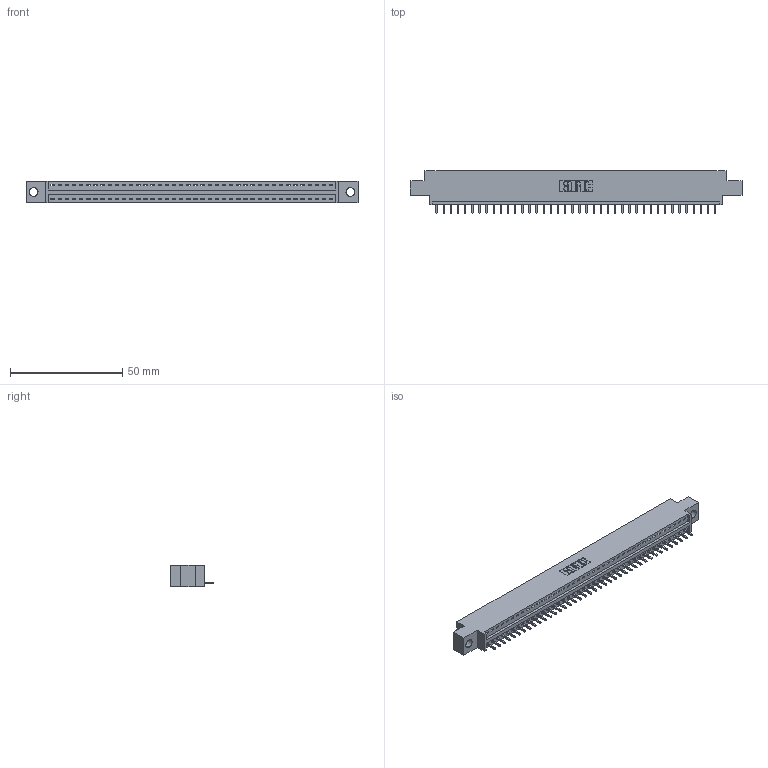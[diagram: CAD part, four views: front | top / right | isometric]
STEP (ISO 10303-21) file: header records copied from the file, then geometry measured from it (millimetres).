
FILE_DESCRIPTION (( 'STEP AP203' ), '1' );
FILE_NAME ('396-040-521-604.STEP', '2018-09-06T11:36:01', ( '' ), ( '' ), 'SwSTEP 2.0', 'SolidWorks 2016', '' );
FILE_SCHEMA (( 'CONFIG_CONTROL_DESIGN' ));
Length unit declared in the file: inch
Products named in the file (3): 346 Part_0.170 Offset - 0.156 Dia-TH; 345-292-001_345-293-121; 396-040-521-604
Assembly tree (41 placements, depth 2):
  396-040-521-604
    346 Part_0.170 Offset - 0.156 Dia-TH
    345-292-001_345-293-121  x40
Bounding box: 147.57 x 19.05 x 9.4 mm (x, y, z)
Volume: 13756 mm3; surface area: 16684.3 mm2
Topology: 41 solids, 41 shells, 2446 faces, 7381 edges, 4866 vertices
Faces by surface type: plane 1680, cylinder 766
Entity records: 25247 total; most frequent: CARTESIAN_POINT 4336, ORIENTED_EDGE 4310, DIRECTION 3827, EDGE_CURVE 2155, VECTOR 1863, LINE 1863, VERTEX_POINT 1434, AXIS2_PLACEMENT_3D 982
